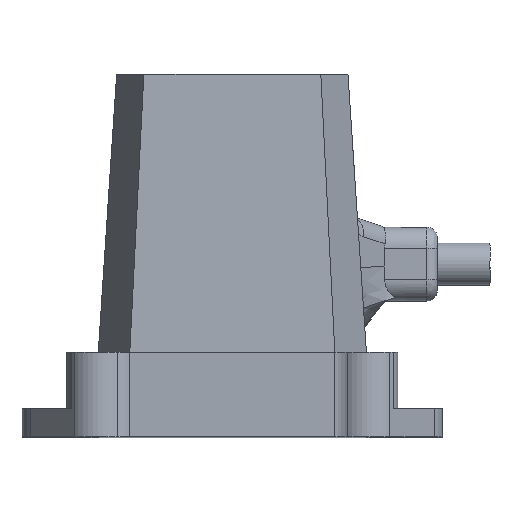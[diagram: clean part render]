
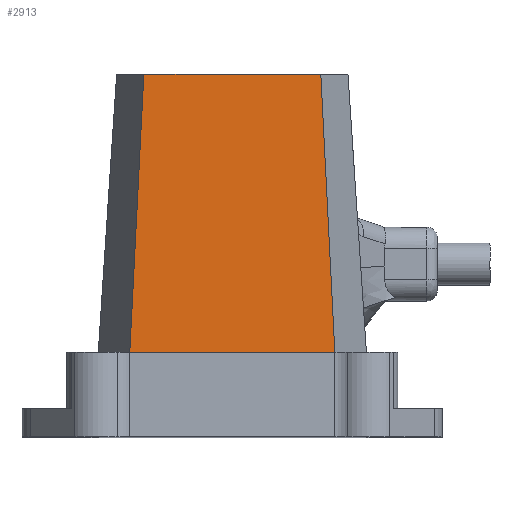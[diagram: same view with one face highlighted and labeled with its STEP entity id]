
A CAD part, top view. The second image highlights one B-rep face of the part: STEP entity #2913.
In plain terms, the highlighted planar face has unit normal (0, 0.038, 0.999).
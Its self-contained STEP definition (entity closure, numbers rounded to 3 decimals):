
#135=PLANE('',#3141);
#433=FACE_OUTER_BOUND('',#596,.T.);
#596=EDGE_LOOP('',(#2486,#2487,#2488,#2489));
#924=LINE('',#4763,#1202);
#945=LINE('',#4859,#1223);
#946=LINE('',#4862,#1224);
#947=LINE('',#4863,#1225);
#1202=VECTOR('',#3684,10.);
#1223=VECTOR('',#3721,10.);
#1224=VECTOR('',#3724,10.);
#1225=VECTOR('',#3725,26.493);
#1474=VERTEX_POINT('',#4760);
#1475=VERTEX_POINT('',#4762);
#1490=VERTEX_POINT('',#4857);
#1491=VERTEX_POINT('',#4861);
#1813=EDGE_CURVE('',#1474,#1475,#924,.T.);
#1837=EDGE_CURVE('',#1490,#1474,#945,.T.);
#1838=EDGE_CURVE('',#1490,#1491,#946,.T.);
#1839=EDGE_CURVE('',#1491,#1475,#947,.T.);
#2486=ORIENTED_EDGE('',*,*,#1838,.T.);
#2487=ORIENTED_EDGE('',*,*,#1839,.T.);
#2488=ORIENTED_EDGE('',*,*,#1813,.F.);
#2489=ORIENTED_EDGE('',*,*,#1837,.F.);
#2913=ADVANCED_FACE('',(#433),#135,.T.);
#3141=AXIS2_PLACEMENT_3D('',#4860,#3722,#3723);
#3684=DIRECTION('',(1.,0.,0.));
#3721=DIRECTION('',(0.05,0.998,-0.038));
#3722=DIRECTION('center_axis',(0.,0.038,0.999));
#3723=DIRECTION('ref_axis',(1.,0.,0.));
#3724=DIRECTION('',(1.,0.,0.));
#3725=DIRECTION('',(-0.05,0.998,-0.038));
#4760=CARTESIAN_POINT('',(-8.414,34.44,25.5));
#4762=CARTESIAN_POINT('',(8.414,34.44,25.5));
#4763=CARTESIAN_POINT('',(-8.414,34.44,25.5));
#4857=CARTESIAN_POINT('',(-9.75,8.,26.5));
#4859=CARTESIAN_POINT('',(-9.75,8.,26.5));
#4860=CARTESIAN_POINT('Origin',(-9.75,8.,26.5));
#4861=CARTESIAN_POINT('',(9.75,8.,26.5));
#4862=CARTESIAN_POINT('',(-9.75,8.,26.5));
#4863=CARTESIAN_POINT('',(9.75,8.,26.5));
